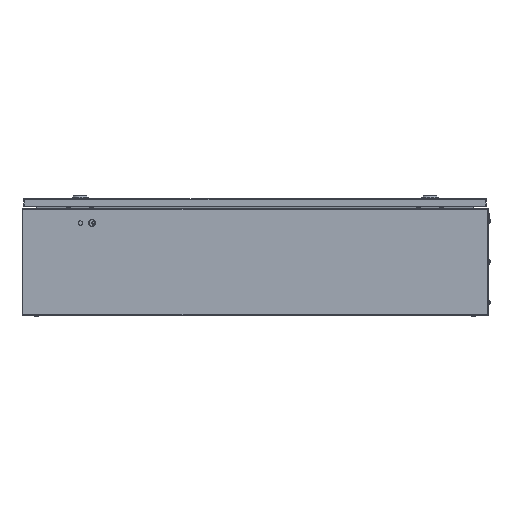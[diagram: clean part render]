
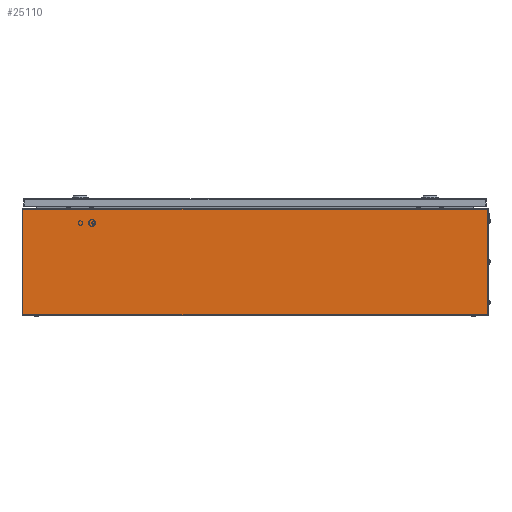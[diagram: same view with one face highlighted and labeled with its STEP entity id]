
A CAD part, left-side view. The second image highlights one B-rep face of the part: STEP entity #25110.
In plain terms, the highlighted planar face has unit normal (-1, 0, 0).
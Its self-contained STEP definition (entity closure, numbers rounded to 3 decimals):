
#339 = DIRECTION ( 'NONE',  ( 0., 0., -1. ) ) ;
#997 = VECTOR ( 'NONE', #61559, 1000. ) ;
#2311 = ORIENTED_EDGE ( 'NONE', *, *, #30819, .T. ) ;
#2488 = AXIS2_PLACEMENT_3D ( 'NONE', #15718, #67423, #10006 ) ;
#5678 = LINE ( 'NONE', #28816, #15070 ) ;
#9829 = CARTESIAN_POINT ( 'NONE',  ( 0., 0., 183. ) ) ;
#10006 = DIRECTION ( 'NONE',  ( 0., 0., -1. ) ) ;
#11395 = ORIENTED_EDGE ( 'NONE', *, *, #66349, .F. ) ;
#11509 = DIRECTION ( 'NONE',  ( 0., -1., 0. ) ) ;
#12309 = VECTOR ( 'NONE', #30595, 1000. ) ;
#15070 = VECTOR ( 'NONE', #339, 1000. ) ;
#15718 = CARTESIAN_POINT ( 'NONE',  ( 0., 0., 183. ) ) ;
#17164 = CARTESIAN_POINT ( 'NONE',  ( 0., 800., 183. ) ) ;
#20138 = VERTEX_POINT ( 'NONE', #17164 ) ;
#21325 = VERTEX_POINT ( 'NONE', #22803 ) ;
#22803 = CARTESIAN_POINT ( 'NONE',  ( 0., 0., 183. ) ) ;
#25110 = ADVANCED_FACE ( 'NONE', ( #37112 ), #44636, .F. ) ;
#26918 = LINE ( 'NONE', #9829, #997 ) ;
#27609 = CARTESIAN_POINT ( 'NONE',  ( 0., 0., 0. ) ) ;
#28816 = CARTESIAN_POINT ( 'NONE',  ( 0., 800., 183. ) ) ;
#30595 = DIRECTION ( 'NONE',  ( 0., -1., 0. ) ) ;
#30819 = EDGE_CURVE ( 'NONE', #20138, #64063, #5678, .T. ) ;
#37112 = FACE_OUTER_BOUND ( 'NONE', #62770, .T. ) ;
#40052 = LINE ( 'NONE', #47622, #49312 ) ;
#44636 = PLANE ( 'NONE',  #2488 ) ;
#47622 = CARTESIAN_POINT ( 'NONE',  ( 0., 0., 183. ) ) ;
#49312 = VECTOR ( 'NONE', #11509, 1000. ) ;
#50838 = ORIENTED_EDGE ( 'NONE', *, *, #54931, .F. ) ;
#52324 = LINE ( 'NONE', #64130, #12309 ) ;
#54931 = EDGE_CURVE ( 'NONE', #20138, #21325, #40052, .T. ) ;
#58689 = ORIENTED_EDGE ( 'NONE', *, *, #69984, .T. ) ;
#61559 = DIRECTION ( 'NONE',  ( 0., 0., -1. ) ) ;
#62770 = EDGE_LOOP ( 'NONE', ( #58689, #11395, #50838, #2311 ) ) ;
#64063 = VERTEX_POINT ( 'NONE', #64654 ) ;
#64130 = CARTESIAN_POINT ( 'NONE',  ( 0., 0., 0. ) ) ;
#64654 = CARTESIAN_POINT ( 'NONE',  ( 0., 800., 0. ) ) ;
#66349 = EDGE_CURVE ( 'NONE', #21325, #72457, #26918, .T. ) ;
#67423 = DIRECTION ( 'NONE',  ( 1., 0., 0. ) ) ;
#69984 = EDGE_CURVE ( 'NONE', #64063, #72457, #52324, .T. ) ;
#72457 = VERTEX_POINT ( 'NONE', #27609 ) ;
